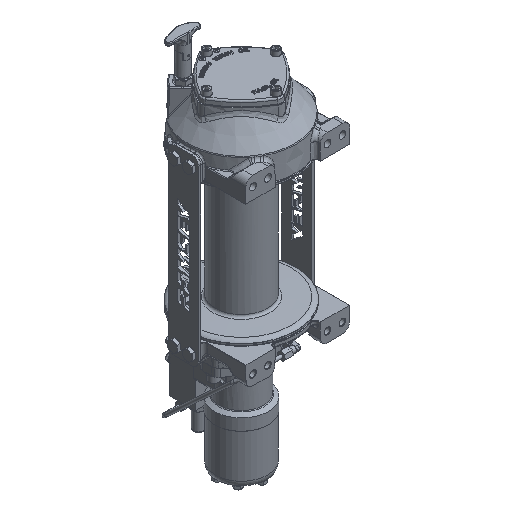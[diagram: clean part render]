
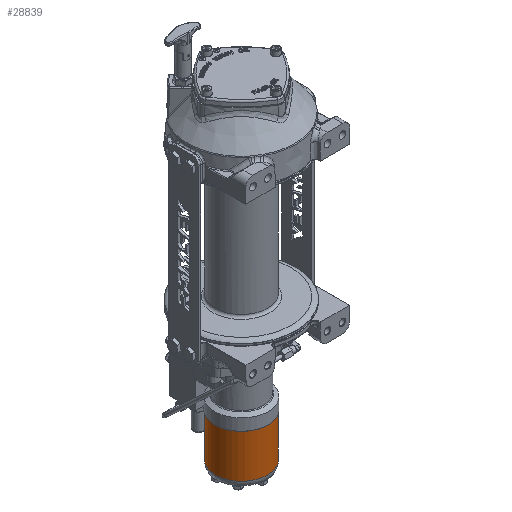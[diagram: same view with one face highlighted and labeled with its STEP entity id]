
A CAD part, isometric view. The second image highlights one B-rep face of the part: STEP entity #28839.
In plain terms, the highlighted cylindrical face has radius 50.038 mm (diameter 100.076 mm), a full revolution.
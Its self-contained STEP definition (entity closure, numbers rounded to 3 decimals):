
#5064=FACE_OUTER_BOUND('',#6674,.T.);
#6674=EDGE_LOOP('',(#25067,#25068,#25069,#25070,#25071,#25072));
#8715=LINE('',#76937,#10850);
#10850=VECTOR('',#36418,50.038);
#12359=CIRCLE('',#30938,50.038);
#12360=CIRCLE('',#30939,50.038);
#12364=CIRCLE('',#30944,50.038);
#12365=CIRCLE('',#30945,50.038);
#14749=VERTEX_POINT('',#76923);
#14750=VERTEX_POINT('',#76924);
#14753=VERTEX_POINT('',#76933);
#14754=VERTEX_POINT('',#76934);
#18538=EDGE_CURVE('',#14749,#14750,#12359,.T.);
#18539=EDGE_CURVE('',#14750,#14749,#12360,.T.);
#18543=EDGE_CURVE('',#14753,#14754,#12364,.T.);
#18544=EDGE_CURVE('',#14754,#14753,#12365,.T.);
#18545=EDGE_CURVE('',#14754,#14750,#8715,.T.);
#25067=ORIENTED_EDGE('',*,*,#18543,.F.);
#25068=ORIENTED_EDGE('',*,*,#18544,.F.);
#25069=ORIENTED_EDGE('',*,*,#18545,.T.);
#25070=ORIENTED_EDGE('',*,*,#18539,.T.);
#25071=ORIENTED_EDGE('',*,*,#18538,.T.);
#25072=ORIENTED_EDGE('',*,*,#18545,.F.);
#27853=CYLINDRICAL_SURFACE('',#30943,50.038);
#28839=ADVANCED_FACE('',(#5064),#27853,.T.);
#30938=AXIS2_PLACEMENT_3D('',#76925,#36402,#36403);
#30939=AXIS2_PLACEMENT_3D('',#76926,#36404,#36405);
#30943=AXIS2_PLACEMENT_3D('',#76932,#36412,#36413);
#30944=AXIS2_PLACEMENT_3D('',#76935,#36414,#36415);
#30945=AXIS2_PLACEMENT_3D('',#76936,#36416,#36417);
#36402=DIRECTION('center_axis',(0.,0.,
1.));
#36403=DIRECTION('ref_axis',(1.,0.,0.));
#36404=DIRECTION('center_axis',(0.,0.,
1.));
#36405=DIRECTION('ref_axis',(1.,0.,0.));
#36412=DIRECTION('center_axis',(0.,0.,
1.));
#36413=DIRECTION('ref_axis',(1.,0.,0.));
#36414=DIRECTION('center_axis',(0.,0.,
1.));
#36415=DIRECTION('ref_axis',(1.,0.,0.));
#36416=DIRECTION('center_axis',(0.,0.,
1.));
#36417=DIRECTION('ref_axis',(1.,0.,0.));
#36418=DIRECTION('',(0.,0.,-1.));
#76923=CARTESIAN_POINT('',(50.038,0.,-528.639));
#76924=CARTESIAN_POINT('',(-50.038,0.,-528.639));
#76925=CARTESIAN_POINT('Origin',(0.,0.,
-528.639));
#76926=CARTESIAN_POINT('Origin',(0.,0.,
-528.639));
#76932=CARTESIAN_POINT('Origin',(0.,0.,
-254.038));
#76933=CARTESIAN_POINT('',(50.038,0.,-445.708));
#76934=CARTESIAN_POINT('',(-50.038,0.,-445.708));
#76935=CARTESIAN_POINT('Origin',(0.,0.,
-445.708));
#76936=CARTESIAN_POINT('Origin',(0.,0.,
-445.708));
#76937=CARTESIAN_POINT('',(-50.038,0.,-254.038));
